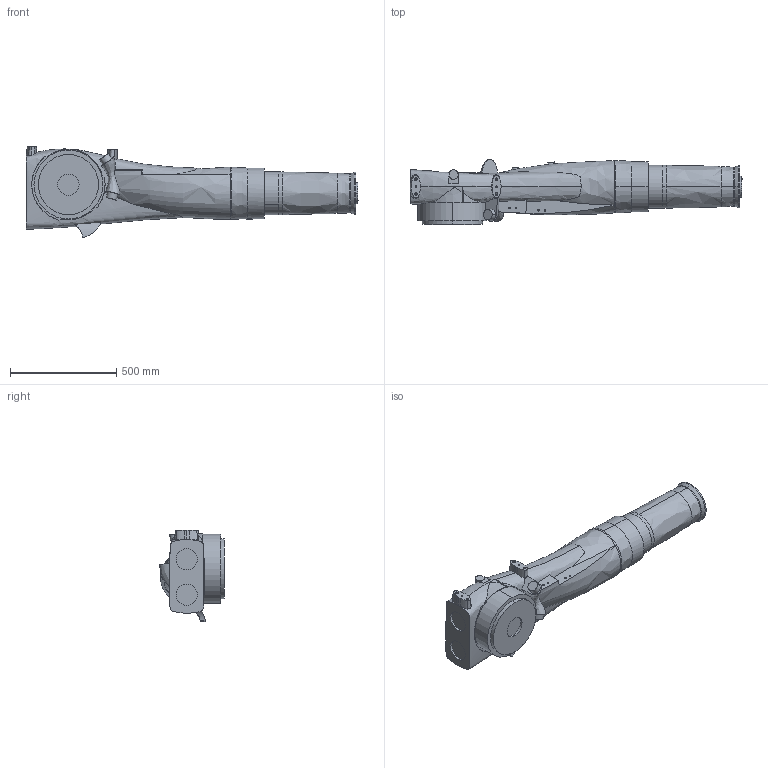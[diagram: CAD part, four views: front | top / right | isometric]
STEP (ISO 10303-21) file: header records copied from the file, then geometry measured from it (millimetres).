
FILE_DESCRIPTION (( 'STEP AP203' ), '1' );
FILE_NAME ('KR90_R3700_K_prime.stp[52]_Valor predeterminado_sldprt.STEP', '2021-01-10T23:18:35', ( '' ), ( '' ), 'SwSTEP 2.0', 'SolidWorks 2020', '' );
FILE_SCHEMA (( 'CONFIG_CONTROL_DESIGN' ));
Length unit declared in the file: millimetre
Products named in the file (1): KR90_R3700_K_prime.stp[52]_Valor predeterminado_sldprt
Bounding box: 1565.51 x 306.47 x 429.36 mm (x, y, z)
Volume: 74561471.8 mm3; surface area: 1527054.4 mm2
Topology: 1 solids, 1 shells, 232 faces, 583 edges, 354 vertices
Faces by surface type: cylinder 74, cone 58, plane 51, bspline 43, torus 6
Entity records: 20767 total; most frequent: CARTESIAN_POINT 15770, ORIENTED_EDGE 1106, DIRECTION 868, EDGE_CURVE 553, VERTEX_POINT 354, AXIS2_PLACEMENT_3D 345, EDGE_LOOP 263, ADVANCED_FACE 232
